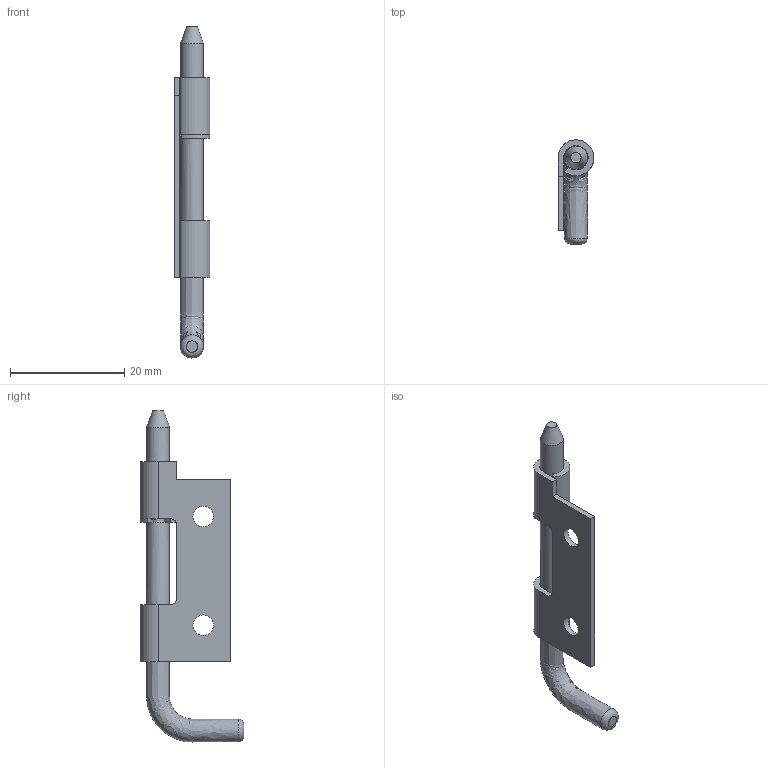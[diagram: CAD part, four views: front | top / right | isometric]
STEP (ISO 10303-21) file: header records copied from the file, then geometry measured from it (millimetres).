
FILE_DESCRIPTION( ( 'STEP AP203' ), '1' );
FILE_NAME( ' ', ' ', ( ' ' ), ( ' ' ), 'PSStep 10.0', ' ', ' ' );
FILE_SCHEMA( ( 'CONFIG_CONTROL_DESIGN' ) );
Length unit declared in the file: millimetre
Products named in the file (4): 1; 2; 3; 4
Bounding box: 6.26 x 18.14 x 58 mm (x, y, z)
Volume: 1460.6 mm3; surface area: 2554.2 mm2
Topology: 3 solids, 4 shells, 54 faces, 145 edges, 99 vertices
Faces by surface type: cylinder 29, plane 20, bspline 5
Full cylindrical faces by diameter (mm): 2.3 x1, 3.6 x2
Entity records: 3400 total; most frequent: CARTESIAN_POINT 1900, DIRECTION 284, ORIENTED_EDGE 258, EDGE_CURVE 132, AXIS2_PLACEMENT_3D 111, VERTEX_POINT 94, EDGE_LOOP 70, LINE 62
